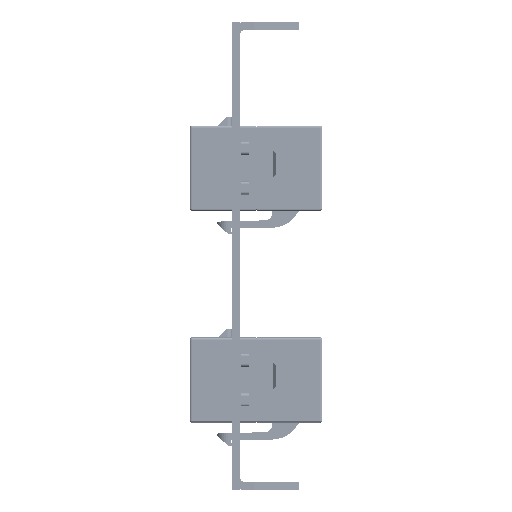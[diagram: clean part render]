
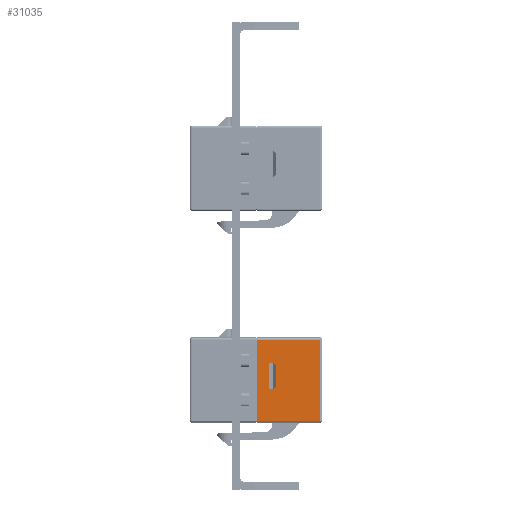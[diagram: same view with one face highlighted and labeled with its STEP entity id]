
A CAD part, left-side view. The second image highlights one B-rep face of the part: STEP entity #31035.
In plain terms, the highlighted planar face has unit normal (-1, 0, 0).
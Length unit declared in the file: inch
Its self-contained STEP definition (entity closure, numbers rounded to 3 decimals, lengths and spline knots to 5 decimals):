
#1336 = LINE ( 'NONE', #72081, #36018 ) ;
#2451 = VERTEX_POINT ( 'NONE', #52735 ) ;
#3116 = EDGE_CURVE ( 'NONE', #8496, #48160, #66891, .T. ) ;
#3531 = VECTOR ( 'NONE', #41545, 39.37008 ) ;
#4347 = VERTEX_POINT ( 'NONE', #23383 ) ;
#5992 = VECTOR ( 'NONE', #33609, 39.37008 ) ;
#6046 = DIRECTION ( 'NONE',  ( 0., 0.707, 0.707 ) ) ;
#6074 = VECTOR ( 'NONE', #54466, 39.37008 ) ;
#6117 = PLANE ( 'NONE',  #73651 ) ;
#7783 = EDGE_CURVE ( 'NONE', #40684, #22817, #11151, .T. ) ;
#8496 = VERTEX_POINT ( 'NONE', #55221 ) ;
#10202 = VERTEX_POINT ( 'NONE', #31212 ) ;
#10867 = LINE ( 'NONE', #35797, #45513 ) ;
#11151 = LINE ( 'NONE', #84391, #45800 ) ;
#11169 = CARTESIAN_POINT ( 'NONE',  ( -0.2874, -0.30118, -0.00394 ) ) ;
#12545 = ORIENTED_EDGE ( 'NONE', *, *, #69897, .F. ) ;
#12707 = DIRECTION ( 'NONE',  ( 1., 0., 0. ) ) ;
#13941 = VERTEX_POINT ( 'NONE', #11169 ) ;
#15069 = VERTEX_POINT ( 'NONE', #75050 ) ;
#15436 = CARTESIAN_POINT ( 'NONE',  ( -0.2874, 0.04724, -0.14961 ) ) ;
#15970 = LINE ( 'NONE', #26475, #33350 ) ;
#18611 = ORIENTED_EDGE ( 'NONE', *, *, #66558, .T. ) ;
#19474 = EDGE_LOOP ( 'NONE', ( #35129, #81041, #82167, #70191, #51553, #81389 ) ) ;
#20900 = LINE ( 'NONE', #28481, #3531 ) ;
#21341 = ORIENTED_EDGE ( 'NONE', *, *, #65962, .T. ) ;
#22817 = VERTEX_POINT ( 'NONE', #37935 ) ;
#23383 = CARTESIAN_POINT ( 'NONE',  ( -0.2874, -0.11024, -0.14961 ) ) ;
#26475 = CARTESIAN_POINT ( 'NONE',  ( -0.2874, -0.30118, -0.00394 ) ) ;
#27080 = CARTESIAN_POINT ( 'NONE',  ( -0.2874, -0.30118, 0.49213 ) ) ;
#28481 = CARTESIAN_POINT ( 'NONE',  ( -0.2874, -0.31693, -0.47638 ) ) ;
#31035 = ADVANCED_FACE ( 'NONE', ( #70636, #35989 ), #6117, .F. ) ;
#31212 = CARTESIAN_POINT ( 'NONE',  ( -0.2874, -0.12992, -0.12992 ) ) ;
#33350 = VECTOR ( 'NONE', #72286, 39.37008 ) ;
#33609 = DIRECTION ( 'NONE',  ( 0., 0., 1. ) ) ;
#35129 = ORIENTED_EDGE ( 'NONE', *, *, #67658, .T. ) ;
#35797 = CARTESIAN_POINT ( 'NONE',  ( -0.2874, -0.12992, -0.12992 ) ) ;
#35989 = FACE_OUTER_BOUND ( 'NONE', #67073, .T. ) ;
#36018 = VECTOR ( 'NONE', #38508, 39.37008 ) ;
#36206 = CARTESIAN_POINT ( 'NONE',  ( -0.2874, 0.30118, -0.47638 ) ) ;
#36302 = VECTOR ( 'NONE', #48754, 39.37008 ) ;
#37935 = CARTESIAN_POINT ( 'NONE',  ( -0.2874, -0.12992, -0.09843 ) ) ;
#38508 = DIRECTION ( 'NONE',  ( 0., 0., 1. ) ) ;
#40684 = VERTEX_POINT ( 'NONE', #56203 ) ;
#41545 = DIRECTION ( 'NONE',  ( 0., -1., 0. ) ) ;
#42218 = CARTESIAN_POINT ( 'NONE',  ( -0.2874, 0.30118, 0.49213 ) ) ;
#42701 = VECTOR ( 'NONE', #61977, 39.37008 ) ;
#44214 = ORIENTED_EDGE ( 'NONE', *, *, #48714, .T. ) ;
#45081 = CARTESIAN_POINT ( 'NONE',  ( -0.2874, 0.06693, -0.12992 ) ) ;
#45105 = DIRECTION ( 'NONE',  ( 0., -1., 0. ) ) ;
#45513 = VECTOR ( 'NONE', #62250, 39.37008 ) ;
#45800 = VECTOR ( 'NONE', #45105, 39.37008 ) ;
#48160 = VERTEX_POINT ( 'NONE', #77477 ) ;
#48349 = EDGE_CURVE ( 'NONE', #4347, #8496, #58011, .T. ) ;
#48714 = EDGE_CURVE ( 'NONE', #15069, #13941, #57946, .T. ) ;
#48754 = DIRECTION ( 'NONE',  ( 0., 0., -1. ) ) ;
#51426 = CARTESIAN_POINT ( 'NONE',  ( -0.2874, -0.31693, 0.49213 ) ) ;
#51553 = ORIENTED_EDGE ( 'NONE', *, *, #48349, .T. ) ;
#52735 = CARTESIAN_POINT ( 'NONE',  ( -0.2874, 0.30118, -0.00394 ) ) ;
#54466 = DIRECTION ( 'NONE',  ( 0., 1., 0. ) ) ;
#55221 = CARTESIAN_POINT ( 'NONE',  ( -0.2874, 0.04724, -0.14961 ) ) ;
#55446 = CARTESIAN_POINT ( 'NONE',  ( -0.2874, -0.11024, -0.14961 ) ) ;
#56203 = CARTESIAN_POINT ( 'NONE',  ( -0.2874, 0.06693, -0.09843 ) ) ;
#57946 = LINE ( 'NONE', #27080, #5992 ) ;
#58011 = LINE ( 'NONE', #15436, #6074 ) ;
#58204 = DIRECTION ( 'NONE',  ( 0., 0., -1. ) ) ;
#61977 = DIRECTION ( 'NONE',  ( 0., 0.707, -0.707 ) ) ;
#62250 = DIRECTION ( 'NONE',  ( 0., 0., -1. ) ) ;
#65962 = EDGE_CURVE ( 'NONE', #2451, #69849, #70950, .T. ) ;
#66558 = EDGE_CURVE ( 'NONE', #69849, #15069, #20900, .T. ) ;
#66891 = LINE ( 'NONE', #45081, #82190 ) ;
#67073 = EDGE_LOOP ( 'NONE', ( #12545, #21341, #18611, #44214 ) ) ;
#67658 = EDGE_CURVE ( 'NONE', #48160, #40684, #1336, .T. ) ;
#69849 = VERTEX_POINT ( 'NONE', #36206 ) ;
#69897 = EDGE_CURVE ( 'NONE', #2451, #13941, #15970, .T. ) ;
#70162 = EDGE_CURVE ( 'NONE', #22817, #10202, #10867, .T. ) ;
#70191 = ORIENTED_EDGE ( 'NONE', *, *, #84030, .T. ) ;
#70636 = FACE_BOUND ( 'NONE', #19474, .T. ) ;
#70950 = LINE ( 'NONE', #42218, #36302 ) ;
#72081 = CARTESIAN_POINT ( 'NONE',  ( -0.2874, 0.06693, -0.09843 ) ) ;
#72286 = DIRECTION ( 'NONE',  ( 0., -1., 0. ) ) ;
#73651 = AXIS2_PLACEMENT_3D ( 'NONE', #51426, #12707, #58204 ) ;
#75050 = CARTESIAN_POINT ( 'NONE',  ( -0.2874, -0.30118, -0.47638 ) ) ;
#77395 = LINE ( 'NONE', #55446, #42701 ) ;
#77477 = CARTESIAN_POINT ( 'NONE',  ( -0.2874, 0.06693, -0.12992 ) ) ;
#81041 = ORIENTED_EDGE ( 'NONE', *, *, #7783, .T. ) ;
#81389 = ORIENTED_EDGE ( 'NONE', *, *, #3116, .T. ) ;
#82167 = ORIENTED_EDGE ( 'NONE', *, *, #70162, .T. ) ;
#82190 = VECTOR ( 'NONE', #6046, 39.37008 ) ;
#84030 = EDGE_CURVE ( 'NONE', #10202, #4347, #77395, .T. ) ;
#84391 = CARTESIAN_POINT ( 'NONE',  ( -0.2874, 0.06693, -0.09843 ) ) ;
